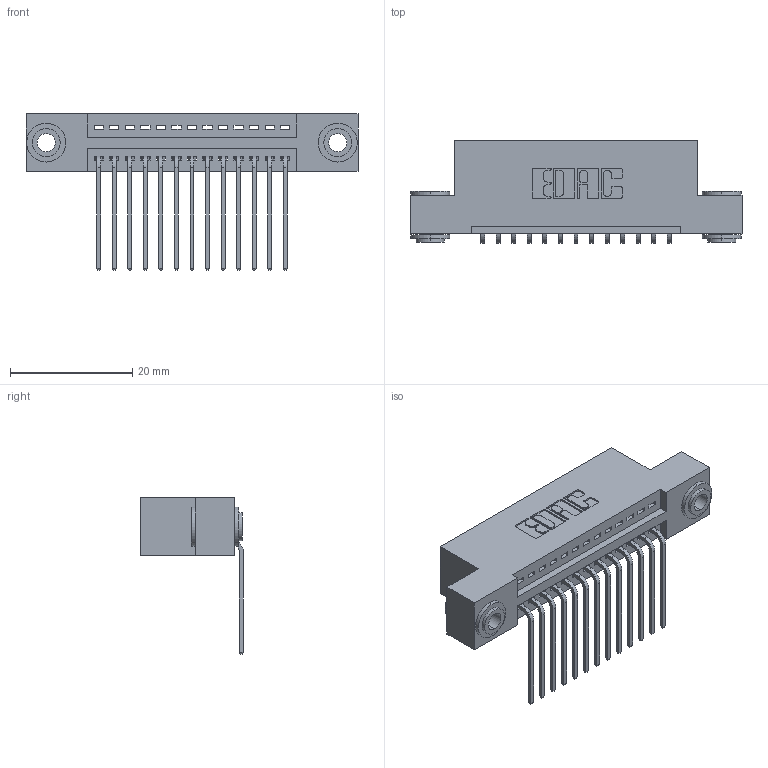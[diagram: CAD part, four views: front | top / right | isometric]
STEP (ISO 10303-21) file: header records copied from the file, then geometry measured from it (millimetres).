
FILE_DESCRIPTION (( 'STEP AP203' ), '1' );
FILE_NAME ('395-013-559-103.STEP', '2018-11-05T21:53:36', ( '' ), ( '' ), 'SwSTEP 2.0', 'SolidWorks 2016', '' );
FILE_SCHEMA (( 'CONFIG_CONTROL_DESIGN' ));
Length unit declared in the file: inch
Products named in the file (4): 345 Part_Flush Mounting Lugs - 0.156 Dia-TH; 345-250-002_345-250-002-102; 345-292-001_558 559 Tail - 1; 395-013-559-103
Assembly tree (16 placements, depth 2):
  395-013-559-103
    345 Part_Flush Mounting Lugs - 0.156 Dia-TH
    345-292-001_558 559 Tail - 1  x13
    345-250-002_345-250-002-102  x2
Bounding box: 54.23 x 16.75 x 25.53 mm (x, y, z)
Volume: 4975.9 mm3; surface area: 6687.3 mm2
Topology: 16 solids, 16 shells, 944 faces, 2783 edges, 1834 vertices
Faces by surface type: plane 636, cylinder 300, cone 8
Entity records: 14422 total; most frequent: CARTESIAN_POINT 2478, ORIENTED_EDGE 2418, DIRECTION 2237, EDGE_CURVE 1209, LINE 1001, VECTOR 1001, VERTEX_POINT 802, AXIS2_PLACEMENT_3D 618
